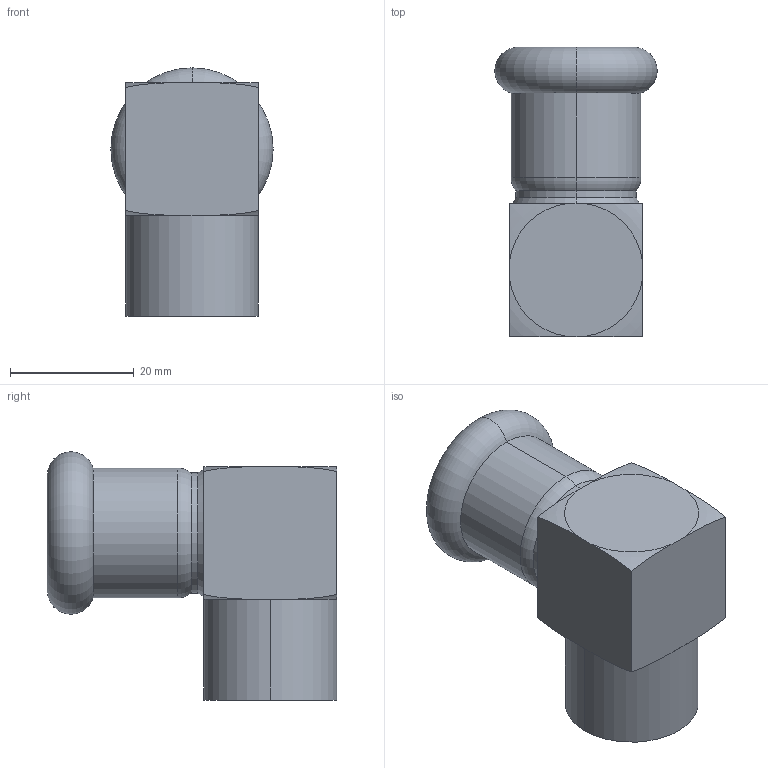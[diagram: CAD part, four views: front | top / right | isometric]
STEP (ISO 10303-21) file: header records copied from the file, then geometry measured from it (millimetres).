
FILE_DESCRIPTION (( 'STEP AP203' ), '1' );
FILE_NAME ('3D_PS731_18 x 1-2_148401090.STEP', '2024-11-21T10:31:10', ( '' ), ( '' ), 'SwSTEP 2.0', 'SolidWorks 2023', '' );
FILE_SCHEMA (( 'CONFIG_CONTROL_DESIGN' ));
Length unit declared in the file: millimetre
Products named in the file (1): 3D_PS731_18 x 1-2_148401090
Bounding box: 26.21 x 46.73 x 40.1 mm (x, y, z)
Volume: 8705.8 mm3; surface area: 9114.2 mm2
Topology: 1 solids, 1 shells, 48 faces, 110 edges, 63 vertices
Faces by surface type: cylinder 14, cone 10, torus 8, plane 8, bspline 8
Entity records: 1705 total; most frequent: CARTESIAN_POINT 584, DIRECTION 224, ORIENTED_EDGE 216, EDGE_CURVE 108, AXIS2_PLACEMENT_3D 93, VERTEX_POINT 63, CIRCLE 52, EDGE_LOOP 51
